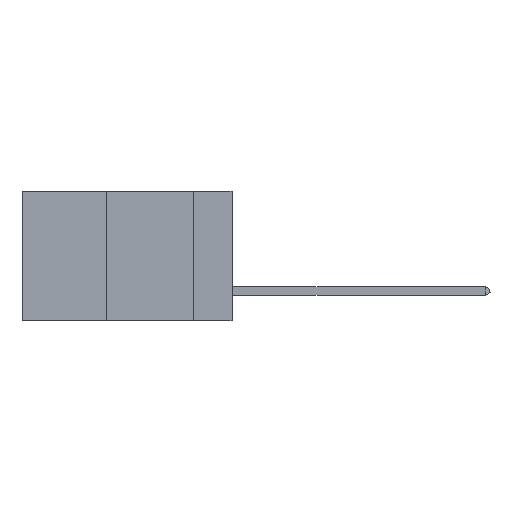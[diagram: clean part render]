
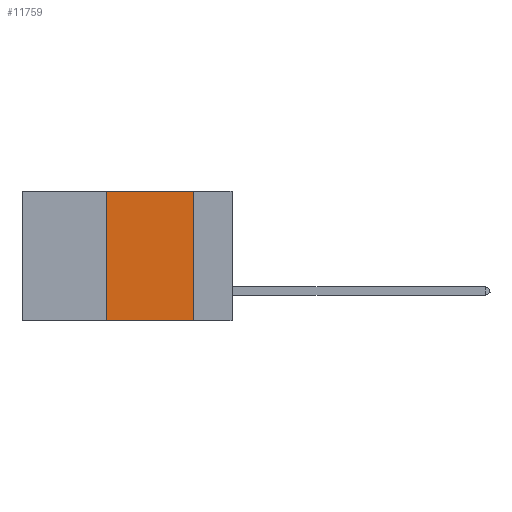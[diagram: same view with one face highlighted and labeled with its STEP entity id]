
A CAD part, left-side view. The second image highlights one B-rep face of the part: STEP entity #11759.
In plain terms, the highlighted planar face has unit normal (-1, 0, 0).
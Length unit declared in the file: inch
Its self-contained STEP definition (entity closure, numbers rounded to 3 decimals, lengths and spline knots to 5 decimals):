
#1093 = VERTEX_POINT ( 'NONE', #1336 ) ;
#1336 = CARTESIAN_POINT ( 'NONE',  ( 0., 0.11, -0.37 ) ) ;
#2215 = VERTEX_POINT ( 'NONE', #18331 ) ;
#2405 = VECTOR ( 'NONE', #7828, 39.37008 ) ;
#2559 = CARTESIAN_POINT ( 'NONE',  ( 0., 0.11, 0. ) ) ;
#3236 = AXIS2_PLACEMENT_3D ( 'NONE', #4443, #11792, #12026 ) ;
#4443 = CARTESIAN_POINT ( 'NONE',  ( 0., 0.6, 0. ) ) ;
#5097 = ORIENTED_EDGE ( 'NONE', *, *, #6908, .F. ) ;
#5319 = VECTOR ( 'NONE', #18516, 39.37008 ) ;
#6833 = CARTESIAN_POINT ( 'NONE',  ( 0., 0.6, -0.37 ) ) ;
#6908 = EDGE_CURVE ( 'NONE', #2215, #1093, #22036, .T. ) ;
#7828 = DIRECTION ( 'NONE',  ( 0., 0., -1. ) ) ;
#8233 = LINE ( 'NONE', #6833, #5319 ) ;
#9453 = EDGE_LOOP ( 'NONE', ( #5097, #11378, #16710, #20846 ) ) ;
#9454 = FACE_OUTER_BOUND ( 'NONE', #9453, .T. ) ;
#9702 = LINE ( 'NONE', #23629, #24094 ) ;
#9913 = CARTESIAN_POINT ( 'NONE',  ( 0., 0.36, -0.37 ) ) ;
#11378 = ORIENTED_EDGE ( 'NONE', *, *, #12895, .F. ) ;
#11759 = ADVANCED_FACE ( 'NONE', ( #9454 ), #19568, .F. ) ;
#11792 = DIRECTION ( 'NONE',  ( 1., 0., 0. ) ) ;
#11837 = VERTEX_POINT ( 'NONE', #9913 ) ;
#12026 = DIRECTION ( 'NONE',  ( 0., 0., -1. ) ) ;
#12591 = EDGE_CURVE ( 'NONE', #11837, #1093, #8233, .T. ) ;
#12895 = EDGE_CURVE ( 'NONE', #19357, #2215, #21664, .T. ) ;
#13387 = EDGE_CURVE ( 'NONE', #11837, #19357, #9702, .T. ) ;
#13989 = DIRECTION ( 'NONE',  ( 0., 0., 1. ) ) ;
#16611 = CARTESIAN_POINT ( 'NONE',  ( 0., 0.36, 0. ) ) ;
#16710 = ORIENTED_EDGE ( 'NONE', *, *, #13387, .F. ) ;
#18269 = CARTESIAN_POINT ( 'NONE',  ( 0., 0.6, 0. ) ) ;
#18331 = CARTESIAN_POINT ( 'NONE',  ( 0., 0.11, 0. ) ) ;
#18516 = DIRECTION ( 'NONE',  ( 0., -1., 0. ) ) ;
#19357 = VERTEX_POINT ( 'NONE', #16611 ) ;
#19568 = PLANE ( 'NONE',  #3236 ) ;
#20140 = DIRECTION ( 'NONE',  ( 0., -1., 0. ) ) ;
#20846 = ORIENTED_EDGE ( 'NONE', *, *, #12591, .T. ) ;
#21664 = LINE ( 'NONE', #18269, #22268 ) ;
#22036 = LINE ( 'NONE', #2559, #2405 ) ;
#22268 = VECTOR ( 'NONE', #20140, 39.37008 ) ;
#23629 = CARTESIAN_POINT ( 'NONE',  ( 0., 0.36, 0. ) ) ;
#24094 = VECTOR ( 'NONE', #13989, 39.37008 ) ;
